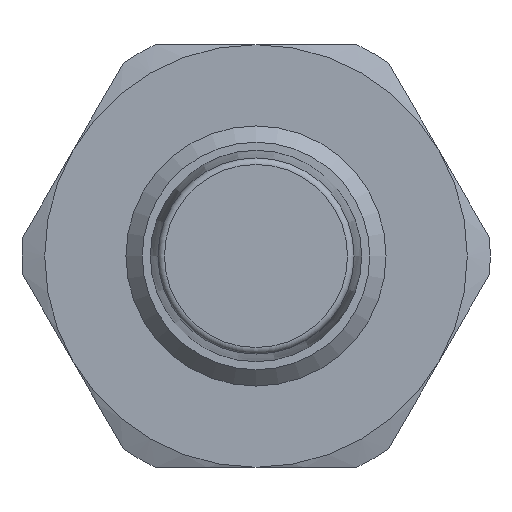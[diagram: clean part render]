
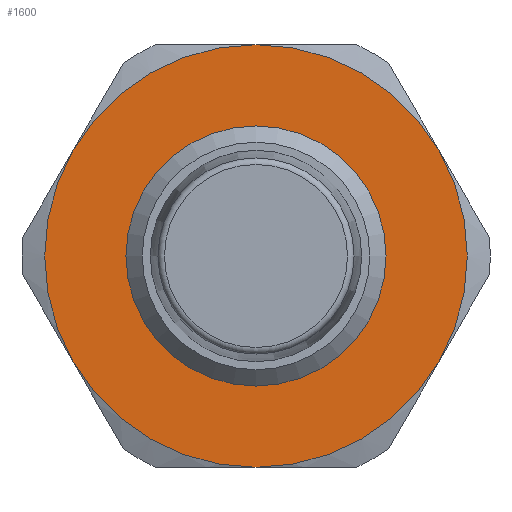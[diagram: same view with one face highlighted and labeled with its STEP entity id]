
A CAD part, left-side view. The second image highlights one B-rep face of the part: STEP entity #1600.
In plain terms, the highlighted planar face has unit normal (-1, 0, 0).
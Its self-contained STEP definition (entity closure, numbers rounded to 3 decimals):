
#124=FACE_BOUND('',#329,.T.);
#139=PLANE('',#1764);
#218=FACE_OUTER_BOUND('',#328,.T.);
#328=EDGE_LOOP('',(#1273,#1274,#1275,#1276,#1277,#1278));
#329=EDGE_LOOP('',(#1279));
#362=CIRCLE('',#1662,4.);
#409=CIRCLE('',#1765,6.5);
#410=CIRCLE('',#1766,6.5);
#411=CIRCLE('',#1767,6.5);
#412=CIRCLE('',#1768,6.5);
#413=CIRCLE('',#1769,6.5);
#414=CIRCLE('',#1770,6.5);
#605=VERTEX_POINT('',#2430);
#691=VERTEX_POINT('',#3470);
#692=VERTEX_POINT('',#3471);
#693=VERTEX_POINT('',#3473);
#694=VERTEX_POINT('',#3475);
#695=VERTEX_POINT('',#3477);
#696=VERTEX_POINT('',#3479);
#749=EDGE_CURVE('',#605,#605,#362,.T.);
#890=EDGE_CURVE('',#691,#692,#409,.T.);
#891=EDGE_CURVE('',#692,#693,#410,.T.);
#892=EDGE_CURVE('',#693,#694,#411,.T.);
#893=EDGE_CURVE('',#694,#695,#412,.T.);
#894=EDGE_CURVE('',#695,#696,#413,.T.);
#895=EDGE_CURVE('',#696,#691,#414,.T.);
#1273=ORIENTED_EDGE('',*,*,#890,.T.);
#1274=ORIENTED_EDGE('',*,*,#891,.T.);
#1275=ORIENTED_EDGE('',*,*,#892,.T.);
#1276=ORIENTED_EDGE('',*,*,#893,.T.);
#1277=ORIENTED_EDGE('',*,*,#894,.T.);
#1278=ORIENTED_EDGE('',*,*,#895,.T.);
#1279=ORIENTED_EDGE('',*,*,#749,.T.);
#1600=ADVANCED_FACE('',(#218,#124),#139,.F.);
#1662=AXIS2_PLACEMENT_3D('',#2431,#1843,#1844);
#1764=AXIS2_PLACEMENT_3D('',#3469,#2083,#2084);
#1765=AXIS2_PLACEMENT_3D('',#3472,#2085,#2086);
#1766=AXIS2_PLACEMENT_3D('',#3474,#2087,#2088);
#1767=AXIS2_PLACEMENT_3D('',#3476,#2089,#2090);
#1768=AXIS2_PLACEMENT_3D('',#3478,#2091,#2092);
#1769=AXIS2_PLACEMENT_3D('',#3480,#2093,#2094);
#1770=AXIS2_PLACEMENT_3D('',#3481,#2095,#2096);
#1843=DIRECTION('center_axis',(1.,0.,0.));
#1844=DIRECTION('ref_axis',(0.,1.,0.));
#2083=DIRECTION('center_axis',(1.,0.,0.));
#2084=DIRECTION('ref_axis',(0.,0.,
-1.));
#2085=DIRECTION('center_axis',(-1.,0.,0.));
#2086=DIRECTION('ref_axis',(0.,-1.,0.));
#2087=DIRECTION('center_axis',(-1.,0.,0.));
#2088=DIRECTION('ref_axis',(0.,-1.,0.));
#2089=DIRECTION('center_axis',(-1.,0.,0.));
#2090=DIRECTION('ref_axis',(0.,-1.,0.));
#2091=DIRECTION('center_axis',(-1.,0.,0.));
#2092=DIRECTION('ref_axis',(0.,-1.,0.));
#2093=DIRECTION('center_axis',(-1.,0.,0.));
#2094=DIRECTION('ref_axis',(0.,-1.,0.));
#2095=DIRECTION('center_axis',(-1.,0.,0.));
#2096=DIRECTION('ref_axis',(0.,-1.,0.));
#2430=CARTESIAN_POINT('',(6.735,-4.,0.));
#2431=CARTESIAN_POINT('Origin',(6.735,0.,0.));
#3469=CARTESIAN_POINT('Origin',(6.735,0.,0.));
#3470=CARTESIAN_POINT('',(6.735,5.629,3.25));
#3471=CARTESIAN_POINT('',(6.735,5.629,-3.25));
#3472=CARTESIAN_POINT('Origin',(6.735,0.,0.));
#3473=CARTESIAN_POINT('',(6.735,0.,-6.5));
#3474=CARTESIAN_POINT('Origin',(6.735,0.,0.));
#3475=CARTESIAN_POINT('',(6.735,-5.629,-3.25));
#3476=CARTESIAN_POINT('Origin',(6.735,0.,0.));
#3477=CARTESIAN_POINT('',(6.735,-5.629,3.25));
#3478=CARTESIAN_POINT('Origin',(6.735,0.,0.));
#3479=CARTESIAN_POINT('',(6.735,0.,6.5));
#3480=CARTESIAN_POINT('Origin',(6.735,0.,0.));
#3481=CARTESIAN_POINT('Origin',(6.735,0.,0.));
